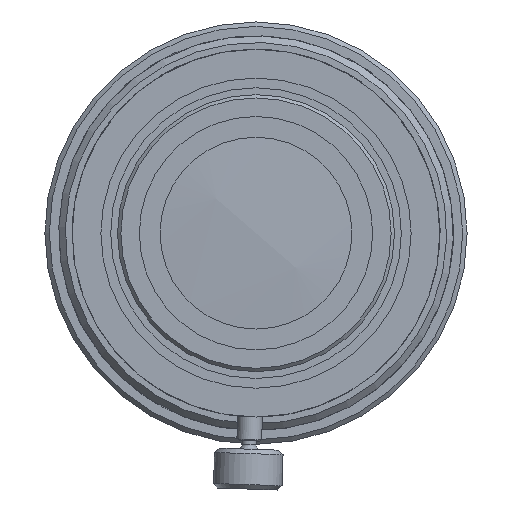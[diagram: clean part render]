
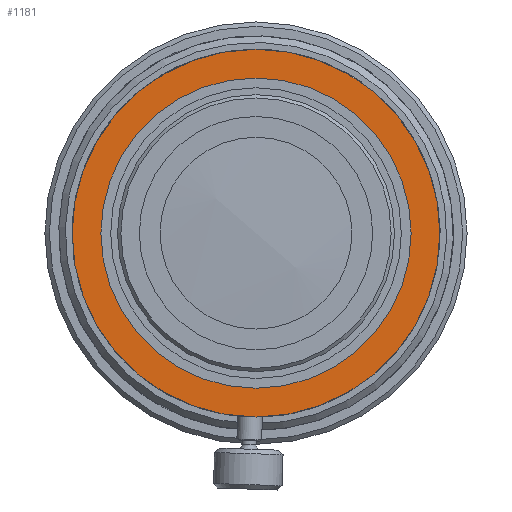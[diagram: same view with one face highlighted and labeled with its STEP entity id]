
A CAD part, left-side view. The second image highlights one B-rep face of the part: STEP entity #1181.
In plain terms, the highlighted planar face has unit normal (-1, 0, 0).
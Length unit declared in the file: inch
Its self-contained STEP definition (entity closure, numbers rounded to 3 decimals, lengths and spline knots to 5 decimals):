
#1147=CARTESIAN_POINT('',(-0.5095,0.7,0.0));
#1148=VERTEX_POINT('',#1147);
#1149=CARTESIAN_POINT('',(-0.5095,0.,0.0));
#1150=DIRECTION('',(1.0,0.0,0.0));
#1151=DIRECTION('',(0.0,1.0,0.0));
#1152=AXIS2_PLACEMENT_3D('',#1149,#1150,#1151);
#1153=CIRCLE('',#1152,0.7);
#1154=EDGE_CURVE('',#1148,#1148,#1153,.T.);
#1162=CARTESIAN_POINT('',(-0.5095,0.765,0.0));
#1163=DIRECTION('',(-1.0,0.0,0.0));
#1164=DIRECTION('',(0.0,0.0,1.0));
#1165=AXIS2_PLACEMENT_3D('',#1162,#1163,#1164);
#1166=PLANE('',#1165);
#1167=CARTESIAN_POINT('',(-0.5095,0.83,0.0));
#1168=VERTEX_POINT('',#1167);
#1169=CARTESIAN_POINT('',(-0.5095,0.,0.0));
#1170=DIRECTION('',(1.0,0.0,0.0));
#1171=DIRECTION('',(0.0,1.0,0.0));
#1172=AXIS2_PLACEMENT_3D('',#1169,#1170,#1171);
#1173=CIRCLE('',#1172,0.83);
#1174=EDGE_CURVE('',#1168,#1168,#1173,.T.);
#1175=ORIENTED_EDGE('',*,*,#1174,.F.);
#1176=EDGE_LOOP('',(#1175));
#1177=FACE_OUTER_BOUND('',#1176,.T.);
#1178=ORIENTED_EDGE('',*,*,#1154,.T.);
#1179=EDGE_LOOP('',(#1178));
#1180=FACE_BOUND('',#1179,.T.);
#1181=ADVANCED_FACE('',(#1177,#1180),#1166,.T.);
